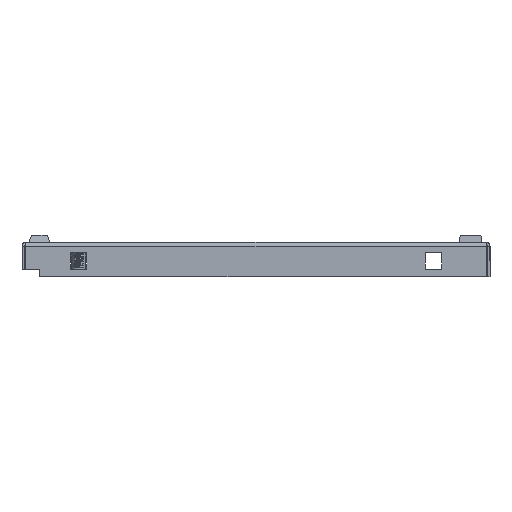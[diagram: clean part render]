
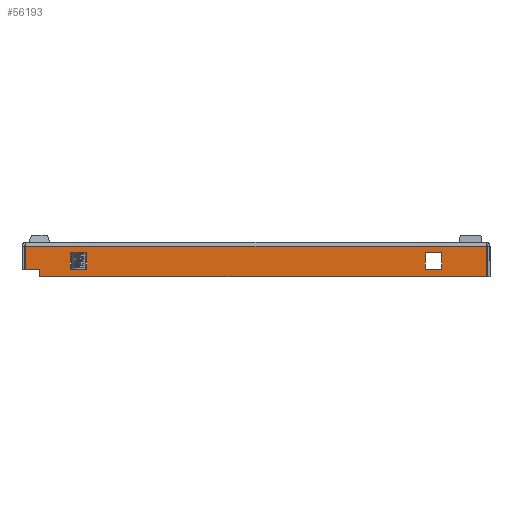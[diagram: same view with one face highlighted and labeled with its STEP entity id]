
A CAD part, front view. The second image highlights one B-rep face of the part: STEP entity #56193.
In plain terms, the highlighted planar face has unit normal (0, -1, 0).
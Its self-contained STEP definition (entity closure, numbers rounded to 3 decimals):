
#6210 = AXIS2_PLACEMENT_3D ( 'NONE', #6628, #6624, #6630 ) ;
#6624 = DIRECTION ( 'NONE',  ( 0., 1., 0. ) ) ;
#6628 = CARTESIAN_POINT ( 'NONE',  ( 130.25, -199., -18. ) ) ;
#6629 = PLANE ( 'NONE',  #6210 ) ;
#6630 = DIRECTION ( 'NONE',  ( 0., 0., 1. ) ) ;
#11975 = EDGE_LOOP ( 'NONE', ( #16113, #16110, #16108, #16106 ) ) ;
#11979 = EDGE_LOOP ( 'NONE', ( #16134, #16132, #16130, #16128, #16126, #16123 ) ) ;
#11983 = EDGE_LOOP ( 'NONE', ( #16121, #16119, #16117, #16115 ) ) ;
#16106 = ORIENTED_EDGE ( 'NONE', *, *, #21166, .T. ) ;
#16108 = ORIENTED_EDGE ( 'NONE', *, *, #21165, .T. ) ;
#16110 = ORIENTED_EDGE ( 'NONE', *, *, #21164, .T. ) ;
#16113 = ORIENTED_EDGE ( 'NONE', *, *, #21163, .T. ) ;
#16115 = ORIENTED_EDGE ( 'NONE', *, *, #21162, .T. ) ;
#16117 = ORIENTED_EDGE ( 'NONE', *, *, #21161, .T. ) ;
#16119 = ORIENTED_EDGE ( 'NONE', *, *, #21160, .T. ) ;
#16121 = ORIENTED_EDGE ( 'NONE', *, *, #21159, .T. ) ;
#16123 = ORIENTED_EDGE ( 'NONE', *, *, #21158, .T. ) ;
#16126 = ORIENTED_EDGE ( 'NONE', *, *, #21157, .F. ) ;
#16128 = ORIENTED_EDGE ( 'NONE', *, *, #21156, .F. ) ;
#16130 = ORIENTED_EDGE ( 'NONE', *, *, #20785, .T. ) ;
#16132 = ORIENTED_EDGE ( 'NONE', *, *, #20784, .T. ) ;
#16134 = ORIENTED_EDGE ( 'NONE', *, *, #20783, .T. ) ;
#20783 = EDGE_CURVE ( 'NONE', #26128, #26121, #26303, .T. ) ;
#20784 = EDGE_CURVE ( 'NONE', #26121, #26140, #26323, .T. ) ;
#20785 = EDGE_CURVE ( 'NONE', #26140, #26125, #26326, .T. ) ;
#21156 = EDGE_CURVE ( 'NONE', #26120, #26125, #26399, .T. ) ;
#21157 = EDGE_CURVE ( 'NONE', #26138, #26120, #26380, .T. ) ;
#21158 = EDGE_CURVE ( 'NONE', #26138, #26128, #26406, .T. ) ;
#21159 = EDGE_CURVE ( 'NONE', #26119, #26142, #26414, .T. ) ;
#21160 = EDGE_CURVE ( 'NONE', #26142, #26144, #26410, .T. ) ;
#21161 = EDGE_CURVE ( 'NONE', #26144, #26145, #26423, .T. ) ;
#21162 = EDGE_CURVE ( 'NONE', #26145, #26119, #26427, .T. ) ;
#21163 = EDGE_CURVE ( 'NONE', #26122, #26146, #26432, .T. ) ;
#21164 = EDGE_CURVE ( 'NONE', #26146, #26148, #26419, .T. ) ;
#21165 = EDGE_CURVE ( 'NONE', #26148, #26149, #26440, .T. ) ;
#21166 = EDGE_CURVE ( 'NONE', #26149, #26122, #26445, .T. ) ;
#26119 = VERTEX_POINT ( 'NONE', #84712 ) ;
#26120 = VERTEX_POINT ( 'NONE', #84710 ) ;
#26121 = VERTEX_POINT ( 'NONE', #84708 ) ;
#26122 = VERTEX_POINT ( 'NONE', #84706 ) ;
#26125 = VERTEX_POINT ( 'NONE', #84700 ) ;
#26128 = VERTEX_POINT ( 'NONE', #84694 ) ;
#26138 = VERTEX_POINT ( 'NONE', #84674 ) ;
#26140 = VERTEX_POINT ( 'NONE', #84670 ) ;
#26142 = VERTEX_POINT ( 'NONE', #84666 ) ;
#26144 = VERTEX_POINT ( 'NONE', #84662 ) ;
#26145 = VERTEX_POINT ( 'NONE', #84660 ) ;
#26146 = VERTEX_POINT ( 'NONE', #84658 ) ;
#26148 = VERTEX_POINT ( 'NONE', #84654 ) ;
#26149 = VERTEX_POINT ( 'NONE', #84652 ) ;
#26303 = LINE ( 'NONE', #64487, #26325 ) ;
#26323 = LINE ( 'NONE', #64467, #26327 ) ;
#26325 = VECTOR ( 'NONE', #64413, 1000. ) ;
#26326 = LINE ( 'NONE', #64404, #26328 ) ;
#26327 = VECTOR ( 'NONE', #64408, 1000. ) ;
#26328 = VECTOR ( 'NONE', #64401, 1000. ) ;
#26380 = LINE ( 'NONE', #67111, #26412 ) ;
#26399 = LINE ( 'NONE', #67128, #26408 ) ;
#26406 = LINE ( 'NONE', #67126, #26416 ) ;
#26408 = VECTOR ( 'NONE', #67115, 1000. ) ;
#26410 = LINE ( 'NONE', #67143, #26425 ) ;
#26412 = VECTOR ( 'NONE', #67107, 1000. ) ;
#26414 = LINE ( 'NONE', #67101, #26421 ) ;
#26416 = VECTOR ( 'NONE', #67105, 1000. ) ;
#26419 = LINE ( 'NONE', #67109, #26442 ) ;
#26421 = VECTOR ( 'NONE', #67097, 1000. ) ;
#26423 = LINE ( 'NONE', #67091, #26429 ) ;
#26425 = VECTOR ( 'NONE', #67095, 1000. ) ;
#26427 = LINE ( 'NONE', #67086, #26434 ) ;
#26429 = VECTOR ( 'NONE', #67088, 1000. ) ;
#26432 = LINE ( 'NONE', #67081, #26438 ) ;
#26434 = VECTOR ( 'NONE', #67083, 1000. ) ;
#26438 = VECTOR ( 'NONE', #67077, 1000. ) ;
#26440 = LINE ( 'NONE', #67071, #26447 ) ;
#26442 = VECTOR ( 'NONE', #67075, 1000. ) ;
#26445 = LINE ( 'NONE', #67066, #26451 ) ;
#26447 = VECTOR ( 'NONE', #67068, 1000. ) ;
#26451 = VECTOR ( 'NONE', #67063, 1000. ) ;
#56193 = ADVANCED_FACE ( 'NONE', ( #86783, #86792, #86785 ), #6629, .F. ) ;
#64401 = DIRECTION ( 'NONE',  ( 0., 0., 1. ) ) ;
#64404 = CARTESIAN_POINT ( 'NONE',  ( 130.5, -199., -0.75 ) ) ;
#64408 = DIRECTION ( 'NONE',  ( 1., 0., 0. ) ) ;
#64413 = DIRECTION ( 'NONE',  ( 0., 0., -1. ) ) ;
#64467 = CARTESIAN_POINT ( 'NONE',  ( 130.25, -199., -18. ) ) ;
#64487 = CARTESIAN_POINT ( 'NONE',  ( -122.5, -199., -18. ) ) ;
#67063 = DIRECTION ( 'NONE',  ( 0., 0., 1. ) ) ;
#67066 = CARTESIAN_POINT ( 'NONE',  ( 95.75, -199., -4.25 ) ) ;
#67068 = DIRECTION ( 'NONE',  ( -1., 0., 0. ) ) ;
#67071 = CARTESIAN_POINT ( 'NONE',  ( 105.25, -199., -13.75 ) ) ;
#67075 = DIRECTION ( 'NONE',  ( 0., 0., -1. ) ) ;
#67077 = DIRECTION ( 'NONE',  ( 1., 0., 0. ) ) ;
#67081 = CARTESIAN_POINT ( 'NONE',  ( 105.25, -199., -4.25 ) ) ;
#67083 = DIRECTION ( 'NONE',  ( -1., 0., 0. ) ) ;
#67086 = CARTESIAN_POINT ( 'NONE',  ( -105.25, -199., -13.75 ) ) ;
#67088 = DIRECTION ( 'NONE',  ( 0., 0., -1. ) ) ;
#67091 = CARTESIAN_POINT ( 'NONE',  ( -95.75, -199., -4.25 ) ) ;
#67095 = DIRECTION ( 'NONE',  ( 1., 0., 0. ) ) ;
#67097 = DIRECTION ( 'NONE',  ( 0., 0., 1. ) ) ;
#67101 = CARTESIAN_POINT ( 'NONE',  ( -105.25, -199., -4.25 ) ) ;
#67105 = DIRECTION ( 'NONE',  ( 1., 0., 0. ) ) ;
#67107 = DIRECTION ( 'NONE',  ( 0., 0., 1. ) ) ;
#67109 = CARTESIAN_POINT ( 'NONE',  ( 105.25, -199., -4.25 ) ) ;
#67111 = CARTESIAN_POINT ( 'NONE',  ( -130.5, -199., -0.75 ) ) ;
#67115 = DIRECTION ( 'NONE',  ( 1., 0., 0. ) ) ;
#67126 = CARTESIAN_POINT ( 'NONE',  ( -130.5, -199., -14. ) ) ;
#67128 = CARTESIAN_POINT ( 'NONE',  ( -261.009, -199., -0.75 ) ) ;
#67143 = CARTESIAN_POINT ( 'NONE',  ( -105.25, -199., -4.25 ) ) ;
#84652 = CARTESIAN_POINT ( 'NONE',  ( 95.75, -199., -13.75 ) ) ;
#84654 = CARTESIAN_POINT ( 'NONE',  ( 105.25, -199., -13.75 ) ) ;
#84658 = CARTESIAN_POINT ( 'NONE',  ( 105.25, -199., -4.25 ) ) ;
#84660 = CARTESIAN_POINT ( 'NONE',  ( -95.75, -199., -13.75 ) ) ;
#84662 = CARTESIAN_POINT ( 'NONE',  ( -95.75, -199., -4.25 ) ) ;
#84666 = CARTESIAN_POINT ( 'NONE',  ( -105.25, -199., -4.25 ) ) ;
#84670 = CARTESIAN_POINT ( 'NONE',  ( 130.5, -199., -18. ) ) ;
#84674 = CARTESIAN_POINT ( 'NONE',  ( -130.5, -199., -14. ) ) ;
#84694 = CARTESIAN_POINT ( 'NONE',  ( -122.5, -199., -14. ) ) ;
#84700 = CARTESIAN_POINT ( 'NONE',  ( 130.5, -199., -0.75 ) ) ;
#84706 = CARTESIAN_POINT ( 'NONE',  ( 95.75, -199., -4.25 ) ) ;
#84708 = CARTESIAN_POINT ( 'NONE',  ( -122.5, -199., -18. ) ) ;
#84710 = CARTESIAN_POINT ( 'NONE',  ( -130.5, -199., -0.75 ) ) ;
#84712 = CARTESIAN_POINT ( 'NONE',  ( -105.25, -199., -13.75 ) ) ;
#86783 = FACE_OUTER_BOUND ( 'NONE', #11979, .T. ) ;
#86785 = FACE_BOUND ( 'NONE', #11975, .T. ) ;
#86792 = FACE_BOUND ( 'NONE', #11983, .T. ) ;
